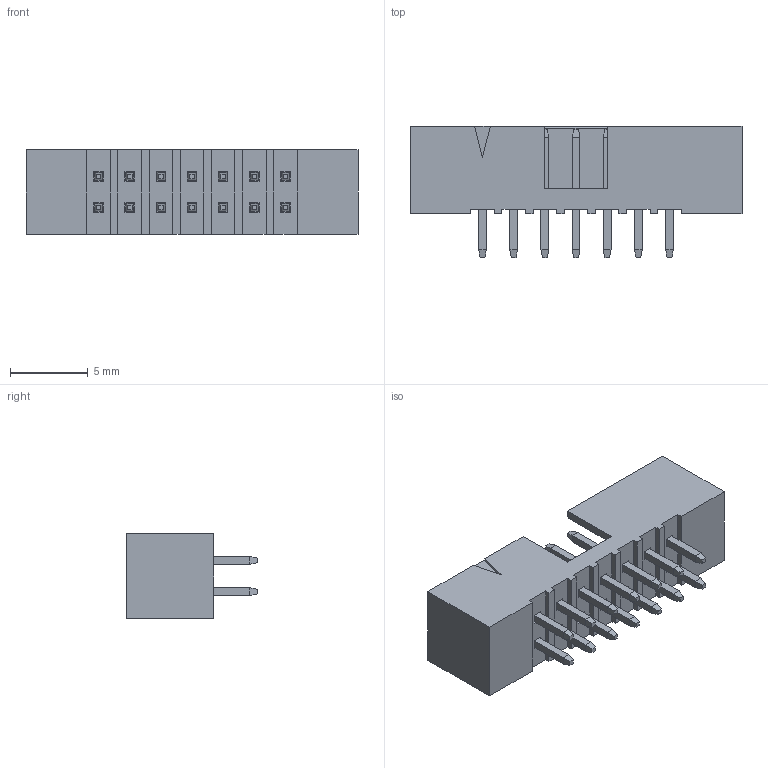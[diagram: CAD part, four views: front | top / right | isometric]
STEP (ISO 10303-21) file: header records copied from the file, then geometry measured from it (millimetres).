
FILE_DESCRIPTION (( 'STEP AP203' ), '1' );
FILE_NAME ('11095, SBH21-NBPN-D07-ST-_ _.STEP', '2015-09-02T08:04:01', ( 'LUANN HERRING' ), ( 'SULLINS' ), 'SwSTEP 2.0', 'SolidWorks 2015', '' );
FILE_SCHEMA (( 'CONFIG_CONTROL_DESIGN' ));
Length unit declared in the file: inch
Products named in the file (2): 11095, SBH21-NBPN-D07-ST-_ _
Bounding box: 21.3 x 8.4 x 5.4 mm (x, y, z)
Volume: 284.3 mm3; surface area: 968.3 mm2
Topology: 15 solids, 15 shells, 358 faces, 812 edges, 484 vertices
Faces by surface type: plane 358
Entity records: 9765 total; most frequent: CARTESIAN_POINT 1656, ORIENTED_EDGE 1624, DIRECTION 1532, EDGE_CURVE 812, VECTOR 812, LINE 812, VERTEX_POINT 484, EDGE_LOOP 386
